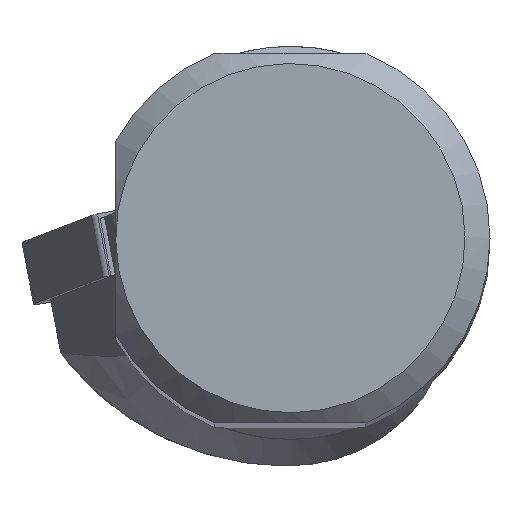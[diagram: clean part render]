
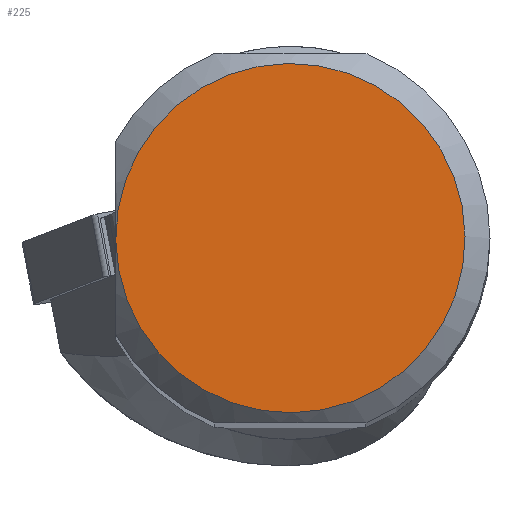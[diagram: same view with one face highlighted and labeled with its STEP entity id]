
A CAD part, top view. The second image highlights one B-rep face of the part: STEP entity #225.
In plain terms, the highlighted planar face has unit normal (0, 0, 1).
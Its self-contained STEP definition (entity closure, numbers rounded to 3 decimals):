
#167=FACE_OUTER_BOUND('',#484,.T.);
#225=ADVANCED_FACE('CU_SU_BP3',(#167),#271,.F.);
#271=PLANE('',#1283);
#484=EDGE_LOOP('',(#689));
#689=ORIENTED_EDGE('',*,*,#1039,.T.);
#915=VERTEX_POINT('',#2032);
#1039=EDGE_CURVE('',#915,#915,#1115,.T.);
#1115=CIRCLE('',#1278,17.489);
#1278=AXIS2_PLACEMENT_3D('',#2031,#1533,#1534);
#1283=AXIS2_PLACEMENT_3D('',#2065,#1543,#1544);
#1533=DIRECTION('',(0.,0.,1.));
#1534=DIRECTION('',(-0.983,-0.185,0.));
#1543=DIRECTION('',(0.,0.,-1.));
#1544=DIRECTION('',(-0.983,-0.185,0.));
#2031=CARTESIAN_POINT('',(0.,0.,0.));
#2032=CARTESIAN_POINT('',(-17.186,-3.242,0.));
#2065=CARTESIAN_POINT('',(-19.989,0.,0.));
